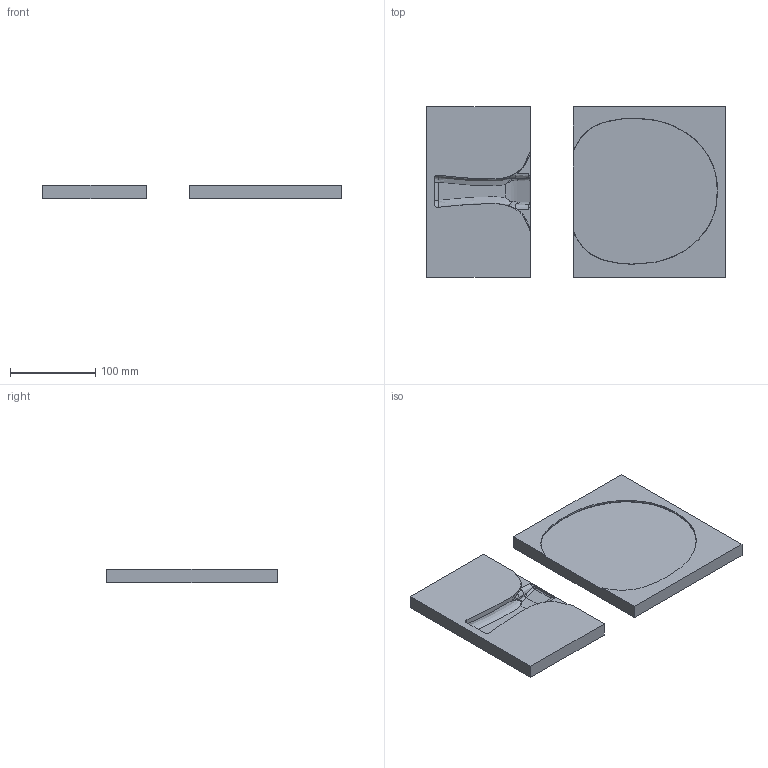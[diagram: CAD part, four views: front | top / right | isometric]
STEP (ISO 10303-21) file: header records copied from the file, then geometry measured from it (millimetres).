
FILE_DESCRIPTION(/* description */ (''),/* implementation_level */ '2;1');
FILE_NAME(/* name */ 'ping pong blade half mold v3.step',/* time_stamp */ '2024-07-07T13:10:32-04:00',/* author */ (''),/* organization */ (''),/* preprocessor_version */ 'ST-DEVELOPER v20',/* originating_system */ 'Autodesk Translation Framework v13.14.0.145',/* authorisation */ '');
FILE_SCHEMA (('AUTOMOTIVE_DESIGN { 1 0 10303 214 3 1 1 }'));
Length unit declared in the file: millimetre
Products named in the file (1): ping pong blade half mold
Bounding box: 350 x 200 x 16 mm (x, y, z)
Volume: 865279.5 mm3; surface area: 145712.6 mm2
Topology: 2 solids, 2 shells, 81 faces, 207 edges, 128 vertices
Faces by surface type: bspline 60, plane 19, cylinder 2
Entity records: 8511 total; most frequent: CARTESIAN_POINT 6987, ORIENTED_EDGE 410, EDGE_CURVE 205, B_SPLINE_CURVE_WITH_KNOTS 142, VERTEX_POINT 128, DIRECTION 119, FACE_OUTER_BOUND 81, EDGE_LOOP 81
